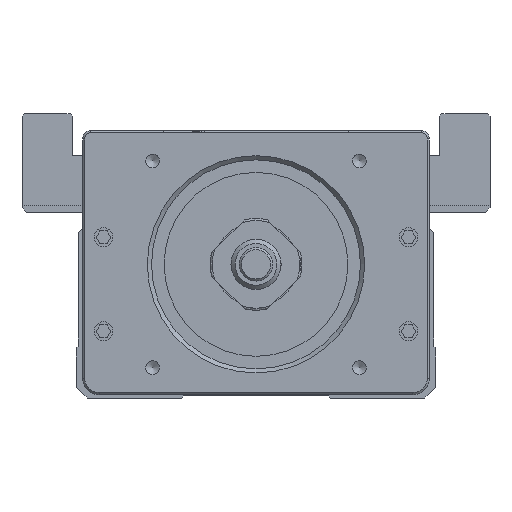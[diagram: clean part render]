
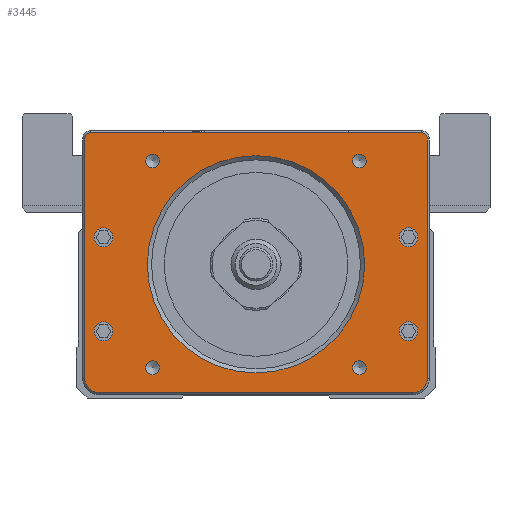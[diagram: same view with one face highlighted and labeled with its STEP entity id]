
A CAD part, front view. The second image highlights one B-rep face of the part: STEP entity #3445.
In plain terms, the highlighted planar face has unit normal (0, -1, 0).
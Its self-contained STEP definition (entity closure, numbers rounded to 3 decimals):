
#1323=FACE_BOUND('',#7753,.T.);
#1324=FACE_BOUND('',#7754,.T.);
#1325=FACE_BOUND('',#7755,.T.);
#1326=FACE_BOUND('',#7756,.T.);
#1327=FACE_BOUND('',#7757,.T.);
#1328=FACE_BOUND('',#7758,.T.);
#1329=FACE_BOUND('',#7759,.T.);
#1330=FACE_BOUND('',#7760,.T.);
#1331=FACE_BOUND('',#7761,.T.);
#1332=FACE_BOUND('',#7762,.T.);
#2324=CIRCLE('',#31370,26.);
#2325=CIRCLE('',#31371,1.65);
#2326=CIRCLE('',#31372,1.65);
#2327=CIRCLE('',#31373,1.65);
#2328=CIRCLE('',#31374,1.65);
#2329=CIRCLE('',#31375,1.5);
#2330=CIRCLE('',#31376,1.5);
#2331=CIRCLE('',#31377,3.5);
#2332=CIRCLE('',#31378,3.5);
#2333=CIRCLE('',#31379,2.25);
#2334=CIRCLE('',#31380,2.25);
#2335=CIRCLE('',#31381,2.25);
#2336=CIRCLE('',#31382,2.25);
#3445=ADVANCED_FACE('',(#1323,#1324,#1325,#1326,#1327,#1328,#1329,#1330,
#1331,#1332),#4991,.F.);
#4991=PLANE('',#31383);
#7753=EDGE_LOOP('',(#12233));
#7754=EDGE_LOOP('',(#12234));
#7755=EDGE_LOOP('',(#12235));
#7756=EDGE_LOOP('',(#12236));
#7757=EDGE_LOOP('',(#12237));
#7758=EDGE_LOOP('',(#12238,#12239,#12240,#12241,#12242,#12243,#12244,#12245));
#7759=EDGE_LOOP('',(#12246));
#7760=EDGE_LOOP('',(#12247));
#7761=EDGE_LOOP('',(#12248));
#7762=EDGE_LOOP('',(#12249));
#12233=ORIENTED_EDGE('',*,*,#22027,.T.);
#12234=ORIENTED_EDGE('',*,*,#22028,.T.);
#12235=ORIENTED_EDGE('',*,*,#22029,.T.);
#12236=ORIENTED_EDGE('',*,*,#22030,.T.);
#12237=ORIENTED_EDGE('',*,*,#22031,.T.);
#12238=ORIENTED_EDGE('',*,*,#22032,.T.);
#12239=ORIENTED_EDGE('',*,*,#22033,.T.);
#12240=ORIENTED_EDGE('',*,*,#22034,.T.);
#12241=ORIENTED_EDGE('',*,*,#22035,.T.);
#12242=ORIENTED_EDGE('',*,*,#22036,.T.);
#12243=ORIENTED_EDGE('',*,*,#22037,.T.);
#12244=ORIENTED_EDGE('',*,*,#22038,.T.);
#12245=ORIENTED_EDGE('',*,*,#22039,.T.);
#12246=ORIENTED_EDGE('',*,*,#22040,.T.);
#12247=ORIENTED_EDGE('',*,*,#22041,.T.);
#12248=ORIENTED_EDGE('',*,*,#22042,.T.);
#12249=ORIENTED_EDGE('',*,*,#22043,.T.);
#18724=VERTEX_POINT('',#45686);
#18725=VERTEX_POINT('',#45688);
#18726=VERTEX_POINT('',#45690);
#18727=VERTEX_POINT('',#45692);
#18728=VERTEX_POINT('',#45694);
#18729=VERTEX_POINT('',#45696);
#18730=VERTEX_POINT('',#45697);
#18731=VERTEX_POINT('',#45699);
#18732=VERTEX_POINT('',#45701);
#18733=VERTEX_POINT('',#45703);
#18734=VERTEX_POINT('',#45705);
#18735=VERTEX_POINT('',#45707);
#18736=VERTEX_POINT('',#45709);
#18737=VERTEX_POINT('',#45712);
#18738=VERTEX_POINT('',#45714);
#18739=VERTEX_POINT('',#45716);
#18740=VERTEX_POINT('',#45718);
#22027=EDGE_CURVE('',#18724,#18724,#2324,.T.);
#22028=EDGE_CURVE('',#18725,#18725,#2325,.T.);
#22029=EDGE_CURVE('',#18726,#18726,#2326,.T.);
#22030=EDGE_CURVE('',#18727,#18727,#2327,.T.);
#22031=EDGE_CURVE('',#18728,#18728,#2328,.T.);
#22032=EDGE_CURVE('',#18729,#18730,#25703,.T.);
#22033=EDGE_CURVE('',#18730,#18731,#2329,.T.);
#22034=EDGE_CURVE('',#18731,#18732,#25704,.T.);
#22035=EDGE_CURVE('',#18732,#18733,#2330,.T.);
#22036=EDGE_CURVE('',#18733,#18734,#25705,.T.);
#22037=EDGE_CURVE('',#18734,#18735,#2331,.T.);
#22038=EDGE_CURVE('',#18735,#18736,#25706,.T.);
#22039=EDGE_CURVE('',#18736,#18729,#2332,.T.);
#22040=EDGE_CURVE('',#18737,#18737,#2333,.T.);
#22041=EDGE_CURVE('',#18738,#18738,#2334,.T.);
#22042=EDGE_CURVE('',#18739,#18739,#2335,.T.);
#22043=EDGE_CURVE('',#18740,#18740,#2336,.T.);
#25703=LINE('',#45695,#28674);
#25704=LINE('',#45700,#28675);
#25705=LINE('',#45704,#28676);
#25706=LINE('',#45708,#28677);
#28674=VECTOR('',#36113,1.);
#28675=VECTOR('',#36116,1.);
#28676=VECTOR('',#36119,1.);
#28677=VECTOR('',#36122,1.);
#31370=AXIS2_PLACEMENT_3D('',#45685,#36103,#36104);
#31371=AXIS2_PLACEMENT_3D('',#45687,#36105,#36106);
#31372=AXIS2_PLACEMENT_3D('',#45689,#36107,#36108);
#31373=AXIS2_PLACEMENT_3D('',#45691,#36109,#36110);
#31374=AXIS2_PLACEMENT_3D('',#45693,#36111,#36112);
#31375=AXIS2_PLACEMENT_3D('',#45698,#36114,#36115);
#31376=AXIS2_PLACEMENT_3D('',#45702,#36117,#36118);
#31377=AXIS2_PLACEMENT_3D('',#45706,#36120,#36121);
#31378=AXIS2_PLACEMENT_3D('',#45710,#36123,#36124);
#31379=AXIS2_PLACEMENT_3D('',#45711,#36125,#36126);
#31380=AXIS2_PLACEMENT_3D('',#45713,#36127,#36128);
#31381=AXIS2_PLACEMENT_3D('',#45715,#36129,#36130);
#31382=AXIS2_PLACEMENT_3D('',#45717,#36131,#36132);
#31383=AXIS2_PLACEMENT_3D('',#45719,#36133,#36134);
#36103=DIRECTION('',(0.,1.,0.));
#36104=DIRECTION('',(0.,0.,1.));
#36105=DIRECTION('',(0.,1.,0.));
#36106=DIRECTION('',(0.,0.,1.));
#36107=DIRECTION('',(0.,1.,0.));
#36108=DIRECTION('',(0.,0.,1.));
#36109=DIRECTION('',(0.,1.,0.));
#36110=DIRECTION('',(0.,0.,1.));
#36111=DIRECTION('',(0.,1.,0.));
#36112=DIRECTION('',(0.,0.,1.));
#36113=DIRECTION('',(0.,0.,1.));
#36114=DIRECTION('',(0.,-1.,0.));
#36115=DIRECTION('',(0.,0.,1.));
#36116=DIRECTION('',(-1.,0.,0.));
#36117=DIRECTION('',(0.,-1.,0.));
#36118=DIRECTION('',(0.,0.,1.));
#36119=DIRECTION('',(0.,0.,-1.));
#36120=DIRECTION('',(0.,-1.,0.));
#36121=DIRECTION('',(0.,0.,1.));
#36122=DIRECTION('',(1.,0.,0.));
#36123=DIRECTION('',(0.,-1.,0.));
#36124=DIRECTION('',(0.,0.,1.));
#36125=DIRECTION('',(0.,1.,0.));
#36126=DIRECTION('',(0.,0.,1.));
#36127=DIRECTION('',(0.,1.,0.));
#36128=DIRECTION('',(0.,0.,1.));
#36129=DIRECTION('',(0.,1.,0.));
#36130=DIRECTION('',(0.,0.,1.));
#36131=DIRECTION('',(0.,1.,0.));
#36132=DIRECTION('',(0.,0.,1.));
#36133=DIRECTION('',(0.,1.,0.));
#36134=DIRECTION('',(0.,0.,-1.));
#45685=CARTESIAN_POINT('',(0.,-236.633,32.));
#45686=CARTESIAN_POINT('',(0.,-236.633,58.));
#45687=CARTESIAN_POINT('',(-24.749,-236.633,56.749));
#45688=CARTESIAN_POINT('',(-24.749,-236.633,58.399));
#45689=CARTESIAN_POINT('',(-24.749,-236.633,7.251));
#45690=CARTESIAN_POINT('',(-24.749,-236.633,8.901));
#45691=CARTESIAN_POINT('',(24.749,-236.633,7.251));
#45692=CARTESIAN_POINT('',(24.749,-236.633,8.901));
#45693=CARTESIAN_POINT('',(24.749,-236.633,56.749));
#45694=CARTESIAN_POINT('',(24.749,-236.633,58.399));
#45695=CARTESIAN_POINT('',(41.,-236.633,60.));
#45696=CARTESIAN_POINT('',(41.,-236.633,4.8));
#45697=CARTESIAN_POINT('',(41.,-236.633,62.));
#45698=CARTESIAN_POINT('',(39.5,-236.633,62.));
#45699=CARTESIAN_POINT('',(39.5,-236.633,63.5));
#45700=CARTESIAN_POINT('',(39.,-236.633,63.5));
#45701=CARTESIAN_POINT('',(-39.5,-236.633,63.5));
#45702=CARTESIAN_POINT('',(-39.5,-236.633,62.));
#45703=CARTESIAN_POINT('',(-41.,-236.633,62.));
#45704=CARTESIAN_POINT('',(-41.,-236.633,60.));
#45705=CARTESIAN_POINT('',(-41.,-236.633,4.8));
#45706=CARTESIAN_POINT('',(-37.5,-236.633,4.8));
#45707=CARTESIAN_POINT('',(-37.5,-236.633,1.3));
#45708=CARTESIAN_POINT('',(39.,-236.633,1.3));
#45709=CARTESIAN_POINT('',(37.5,-236.633,1.3));
#45710=CARTESIAN_POINT('',(37.5,-236.633,4.8));
#45711=CARTESIAN_POINT('',(-36.5,-236.633,38.5));
#45712=CARTESIAN_POINT('',(-36.5,-236.633,40.75));
#45713=CARTESIAN_POINT('',(-36.5,-236.633,16.));
#45714=CARTESIAN_POINT('',(-36.5,-236.633,18.25));
#45715=CARTESIAN_POINT('',(36.5,-236.633,38.5));
#45716=CARTESIAN_POINT('',(36.5,-236.633,40.75));
#45717=CARTESIAN_POINT('',(36.5,-236.633,16.));
#45718=CARTESIAN_POINT('',(36.5,-236.633,18.25));
#45719=CARTESIAN_POINT('',(39.,-236.633,60.));
